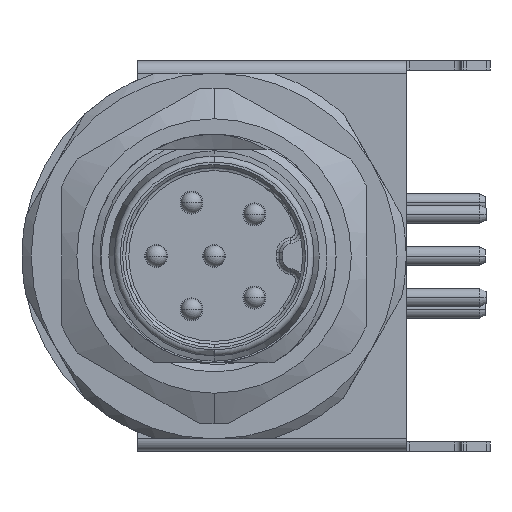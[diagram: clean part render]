
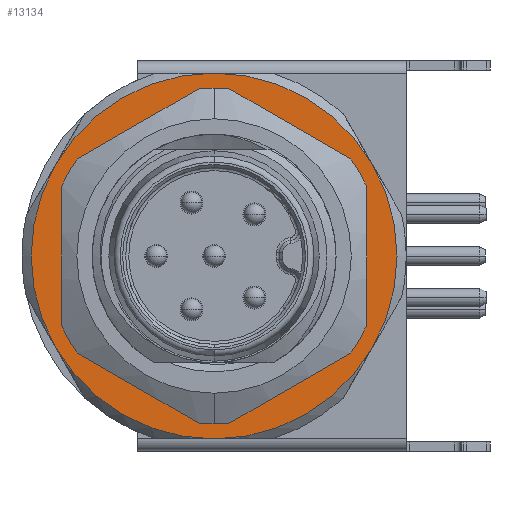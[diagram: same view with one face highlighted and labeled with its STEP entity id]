
A CAD part, left-side view. The second image highlights one B-rep face of the part: STEP entity #13134.
In plain terms, the highlighted planar face has unit normal (-1, 0, 0).
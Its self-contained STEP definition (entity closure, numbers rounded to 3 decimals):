
#6574=CARTESIAN_POINT('',(12.,0.,0.));
#6575=DIRECTION('',(1.,0.,0.));
#6576=DIRECTION('',(0.,-1.,0.));
#6577=AXIS2_PLACEMENT_3D('',#6574,#6575,#6576);
#6594=CARTESIAN_POINT('',(12.,0.,0.));
#6595=DIRECTION('',(1.,0.,0.));
#6596=DIRECTION('',(0.,-0.866,0.5));
#6597=AXIS2_PLACEMENT_3D('',#6594,#6595,#6596);
#6599=CARTESIAN_POINT('',(12.,0.,0.));
#6600=DIRECTION('',(1.,0.,0.));
#6601=DIRECTION('',(0.,-1.,0.));
#6602=AXIS2_PLACEMENT_3D('',#6599,#6600,#6601);
#6604=CARTESIAN_POINT('',(12.,0.,0.));
#6605=DIRECTION('',(1.,0.,0.));
#6606=DIRECTION('',(0.,-0.866,-0.5));
#6607=AXIS2_PLACEMENT_3D('',#6604,#6605,#6606);
#6609=CARTESIAN_POINT('',(12.,0.,0.));
#6610=DIRECTION('',(1.,0.,0.));
#6611=DIRECTION('',(0.,0.,-1.));
#6612=AXIS2_PLACEMENT_3D('',#6609,#6610,#6611);
#6614=CARTESIAN_POINT('',(12.,0.,0.));
#6615=DIRECTION('',(1.,0.,0.));
#6616=DIRECTION('',(0.,0.866,-0.5));
#6617=AXIS2_PLACEMENT_3D('',#6614,#6615,#6616);
#6619=CARTESIAN_POINT('',(12.,0.,0.));
#6620=DIRECTION('',(1.,0.,0.));
#6621=DIRECTION('',(0.,1.,0.));
#6622=AXIS2_PLACEMENT_3D('',#6619,#6620,#6621);
#6624=CARTESIAN_POINT('',(12.,0.,0.));
#6625=DIRECTION('',(1.,0.,0.));
#6626=DIRECTION('',(0.,0.866,0.5));
#6627=AXIS2_PLACEMENT_3D('',#6624,#6625,#6626);
#6629=CARTESIAN_POINT('',(12.,0.,0.));
#6630=DIRECTION('',(1.,0.,0.));
#6631=DIRECTION('',(0.,0.,1.));
#6632=AXIS2_PLACEMENT_3D('',#6629,#6630,#6631);
#6634=CARTESIAN_POINT('',(12.,0.,0.));
#6635=DIRECTION('',(-1.,0.,0.));
#6636=DIRECTION('',(0.,-1.,0.));
#6637=AXIS2_PLACEMENT_3D('',#6634,#6635,#6636);
#6639=CARTESIAN_POINT('',(12.,0.,0.));
#6640=DIRECTION('',(-1.,0.,0.));
#6641=DIRECTION('',(0.,1.,0.));
#6642=AXIS2_PLACEMENT_3D('',#6639,#6640,#6641);
#9462=CARTESIAN_POINT('',(12.,0.,0.));
#9463=DIRECTION('',(1.,0.,0.));
#9464=DIRECTION('',(0.,1.,0.));
#9465=AXIS2_PLACEMENT_3D('',#9462,#9463,#9464);
#10974=CARTESIAN_POINT('',(12.,0.,-6.));
#10975=CARTESIAN_POINT('',(12.,5.196,-3.));
#10976=VERTEX_POINT('',#10974);
#10977=VERTEX_POINT('',#10975);
#10981=CARTESIAN_POINT('',(12.,-5.196,-3.));
#10982=VERTEX_POINT('',#10981);
#10986=CARTESIAN_POINT('',(12.,5.196,3.));
#10987=CARTESIAN_POINT('',(12.,0.,6.));
#10988=VERTEX_POINT('',#10986);
#10989=VERTEX_POINT('',#10987);
#10993=CARTESIAN_POINT('',(12.,-5.196,3.));
#10994=VERTEX_POINT('',#10993);
#10998=CARTESIAN_POINT('',(12.,-6.,0.));
#10999=VERTEX_POINT('',#10998);
#11000=CARTESIAN_POINT('',(12.,6.,0.));
#11001=VERTEX_POINT('',#11000);
#11002=CARTESIAN_POINT('',(12.,-3.8,0.001));
#11003=CARTESIAN_POINT('',(12.,3.8,0.051));
#11004=VERTEX_POINT('',#11002);
#11005=VERTEX_POINT('',#11003);
#11006=CARTESIAN_POINT('',(12.,3.8,-0.001));
#11007=VERTEX_POINT('',#11006);
#11008=CARTESIAN_POINT('',(12.,-3.8,-0.051));
#11009=VERTEX_POINT('',#11008);
#13103=CARTESIAN_POINT('',(12.,0.,0.));
#13104=DIRECTION('',(1.,0.,0.));
#13105=DIRECTION('',(0.,0.,1.));
#13106=AXIS2_PLACEMENT_3D('',#13103,#13104,#13105);
#13107=PLANE('',#13106);
#13109=ORIENTED_EDGE('',*,*,#13108,.T.);
#13111=ORIENTED_EDGE('',*,*,#13110,.T.);
#13113=ORIENTED_EDGE('',*,*,#13112,.T.);
#13115=ORIENTED_EDGE('',*,*,#13114,.T.);
#13117=ORIENTED_EDGE('',*,*,#13116,.T.);
#13119=ORIENTED_EDGE('',*,*,#13118,.T.);
#13121=ORIENTED_EDGE('',*,*,#13120,.T.);
#13123=ORIENTED_EDGE('',*,*,#13122,.T.);
#13124=EDGE_LOOP('',(#13109,#13111,#13113,#13115,#13117,#13119,#13121,#13123));
#13125=FACE_OUTER_BOUND('',#13124,.F.);
#13127=ORIENTED_EDGE('',*,*,#13126,.T.);
#13129=ORIENTED_EDGE('',*,*,#13128,.F.);
#13130=ORIENTED_EDGE('',*,*,#13092,.T.);
#13131=ORIENTED_EDGE('',*,*,#13090,.F.);
#13132=EDGE_LOOP('',(#13127,#13129,#13130,#13131));
#13133=FACE_BOUND('',#13132,.F.);
#6578=CIRCLE('',#6577,3.8);
#6598=CIRCLE('',#6597,6.);
#6603=CIRCLE('',#6602,6.);
#6608=CIRCLE('',#6607,6.);
#6613=CIRCLE('',#6612,6.);
#6618=CIRCLE('',#6617,6.);
#6623=CIRCLE('',#6622,6.);
#6628=CIRCLE('',#6627,6.);
#6633=CIRCLE('',#6632,6.);
#6638=CIRCLE('',#6637,3.8);
#6643=CIRCLE('',#6642,3.8);
#9466=CIRCLE('',#9465,3.8);
#13090=EDGE_CURVE('',#11004,#11009,#6578,.T.);
#13092=EDGE_CURVE('',#11007,#11009,#6643,.T.);
#13108=EDGE_CURVE('',#10994,#10999,#6598,.T.);
#13110=EDGE_CURVE('',#10999,#10982,#6603,.T.);
#13112=EDGE_CURVE('',#10982,#10976,#6608,.T.);
#13114=EDGE_CURVE('',#10976,#10977,#6613,.T.);
#13116=EDGE_CURVE('',#10977,#11001,#6618,.T.);
#13118=EDGE_CURVE('',#11001,#10988,#6623,.T.);
#13120=EDGE_CURVE('',#10988,#10989,#6628,.T.);
#13122=EDGE_CURVE('',#10989,#10994,#6633,.T.);
#13126=EDGE_CURVE('',#11004,#11005,#6638,.T.);
#13128=EDGE_CURVE('',#11007,#11005,#9466,.T.);
#13134=ADVANCED_FACE('',(#13125,#13133),#13107,.F.);
